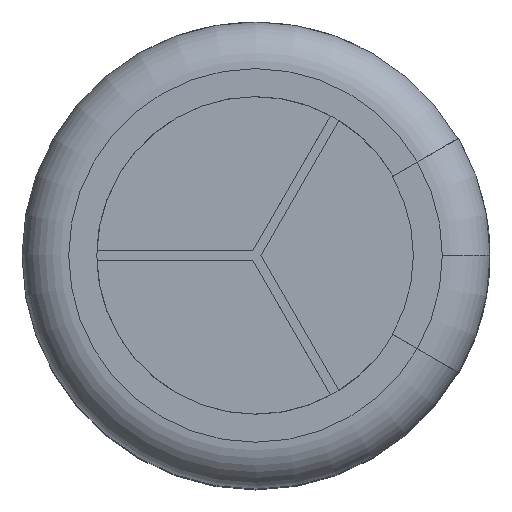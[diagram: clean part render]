
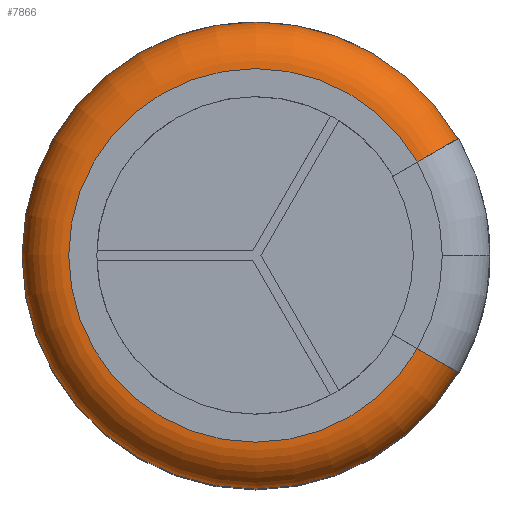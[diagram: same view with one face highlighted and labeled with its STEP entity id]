
A CAD part, top view. The second image highlights one B-rep face of the part: STEP entity #7866.
In plain terms, the highlighted toroidal (fillet/blend) face has major radius 2 mm and minor radius 0.5 mm.
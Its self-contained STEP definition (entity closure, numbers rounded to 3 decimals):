
#84 = CARTESIAN_POINT ( 'NONE',  ( 0., 0., 3.44 ) ) ;
#268 = ORIENTED_EDGE ( 'NONE', *, *, #1362, .F. ) ;
#598 = AXIS2_PLACEMENT_3D ( 'NONE', #723, #10608, #9085 ) ;
#723 = CARTESIAN_POINT ( 'NONE',  ( 1.732, 1., 2.94 ) ) ;
#924 = ORIENTED_EDGE ( 'NONE', *, *, #8231, .T. ) ;
#992 = CARTESIAN_POINT ( 'NONE',  ( 1.732, 1., 3.44 ) ) ;
#1362 = EDGE_CURVE ( 'NONE', #2260, #2520, #15769, .T. ) ;
#2260 = VERTEX_POINT ( 'NONE', #14802 ) ;
#2520 = VERTEX_POINT ( 'NONE', #15874 ) ;
#2892 = DIRECTION ( 'NONE',  ( 1., 0., 0. ) ) ;
#2906 = CIRCLE ( 'NONE', #598, 0.5 ) ;
#3316 = DIRECTION ( 'NONE',  ( 0., 0., -1. ) ) ;
#3391 = DIRECTION ( 'NONE',  ( 1., 0., 0. ) ) ;
#3466 = DIRECTION ( 'NONE',  ( 0., 0., -1. ) ) ;
#3687 = CARTESIAN_POINT ( 'NONE',  ( 1.732, -1., 3.44 ) ) ;
#4214 = EDGE_LOOP ( 'NONE', ( #924, #15705, #268, #12969 ) ) ;
#4360 = FACE_OUTER_BOUND ( 'NONE', #4214, .T. ) ;
#4702 = CIRCLE ( 'NONE', #7564, 2. ) ;
#6542 = AXIS2_PLACEMENT_3D ( 'NONE', #9721, #6601, #2892 ) ;
#6601 = DIRECTION ( 'NONE',  ( 0., 0., -1. ) ) ;
#7506 = VERTEX_POINT ( 'NONE', #992 ) ;
#7564 = AXIS2_PLACEMENT_3D ( 'NONE', #84, #3466, #13268 ) ;
#7619 = EDGE_CURVE ( 'NONE', #11366, #2260, #11378, .T. ) ;
#7866 = ADVANCED_FACE ( 'NONE', ( #4360 ), #13977, .T. ) ;
#8231 = EDGE_CURVE ( 'NONE', #11366, #7506, #4702, .T. ) ;
#8808 = AXIS2_PLACEMENT_3D ( 'NONE', #15410, #14216, #9373 ) ;
#9085 = DIRECTION ( 'NONE',  ( -0.866, -0.5, 0. ) ) ;
#9373 = DIRECTION ( 'NONE',  ( -0.866, 0.5, 0. ) ) ;
#9721 = CARTESIAN_POINT ( 'NONE',  ( 0., 0., 2.94 ) ) ;
#10608 = DIRECTION ( 'NONE',  ( -0.5, 0.866, 0. ) ) ;
#10716 = CARTESIAN_POINT ( 'NONE',  ( 0., 0., 2.94 ) ) ;
#11366 = VERTEX_POINT ( 'NONE', #3687 ) ;
#11378 = CIRCLE ( 'NONE', #8808, 0.5 ) ;
#12415 = AXIS2_PLACEMENT_3D ( 'NONE', #10716, #3316, #3391 ) ;
#12969 = ORIENTED_EDGE ( 'NONE', *, *, #7619, .F. ) ;
#13268 = DIRECTION ( 'NONE',  ( 1., 0., 0. ) ) ;
#13977 = TOROIDAL_SURFACE ( 'NONE', #12415, 2., 0.5 ) ;
#14216 = DIRECTION ( 'NONE',  ( 0.5, 0.866, 0. ) ) ;
#14802 = CARTESIAN_POINT ( 'NONE',  ( 2.165, -1.25, 2.94 ) ) ;
#14982 = EDGE_CURVE ( 'NONE', #7506, #2520, #2906, .T. ) ;
#15410 = CARTESIAN_POINT ( 'NONE',  ( 1.732, -1., 2.94 ) ) ;
#15705 = ORIENTED_EDGE ( 'NONE', *, *, #14982, .T. ) ;
#15769 = CIRCLE ( 'NONE', #6542, 2.5 ) ;
#15874 = CARTESIAN_POINT ( 'NONE',  ( 2.165, 1.25, 2.94 ) ) ;
